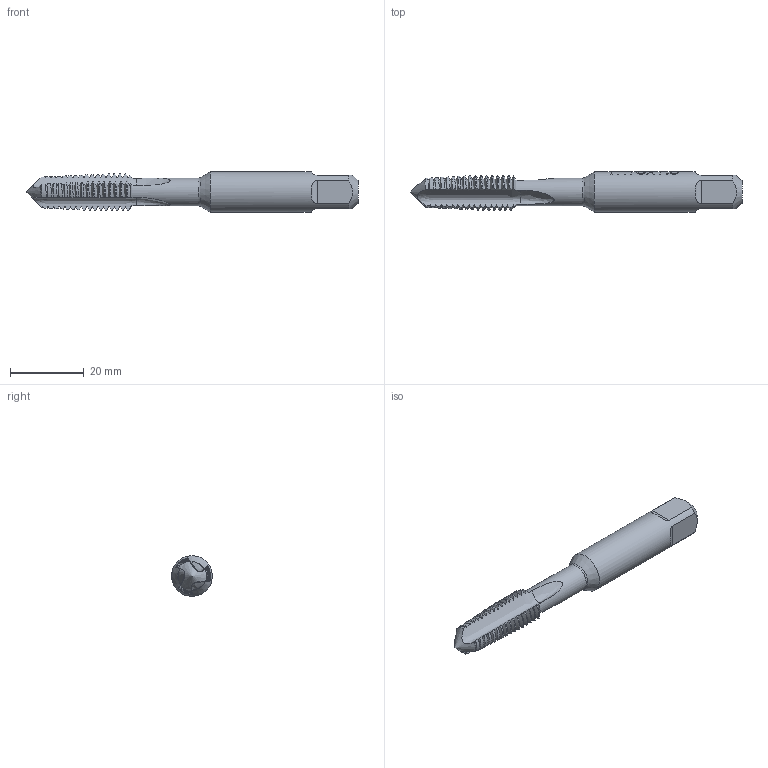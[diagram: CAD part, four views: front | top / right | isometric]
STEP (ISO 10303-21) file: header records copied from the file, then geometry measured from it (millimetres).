
FILE_DESCRIPTION(/* description */ (''),/* implementation_level */ '2;1');
FILE_NAME(/* name */ '990010.stp',/* time_stamp */ '2019-01-14T15:24:52+01:00',/* author */ ('Spacek'),/* organization */ ('Alutec K&K'),/* preprocessor_version */ 'ST-DEVELOPER v17',/* originating_system */ 'Autodesk Inventor 2018',/* authorisation */ '');
FILE_SCHEMA (('AUTOMOTIVE_DESIGN { 1 0 10303 214 3 1 1 }'));
Length unit declared in the file: millimetre
Products named in the file (1): 990010
Bounding box: 90 x 11 x 11 mm (x, y, z)
Volume: 5367 mm3; surface area: 2942.7 mm2
Topology: 1 solids, 1 shells, 142 faces, 461 edges, 328 vertices
Faces by surface type: bspline 56, cone 44, cylinder 36, plane 5, torus 1
Full cylindrical faces by diameter (mm): 7.5 x1, 11 x1
Entity records: 111087 total; most frequent: CARTESIAN_POINT 107723, ORIENTED_EDGE 920, EDGE_CURVE 460, DIRECTION 368, VERTEX_POINT 328, B_SPLINE_CURVE_WITH_KNOTS 274, EDGE_LOOP 150, FACE_OUTER_BOUND 142
